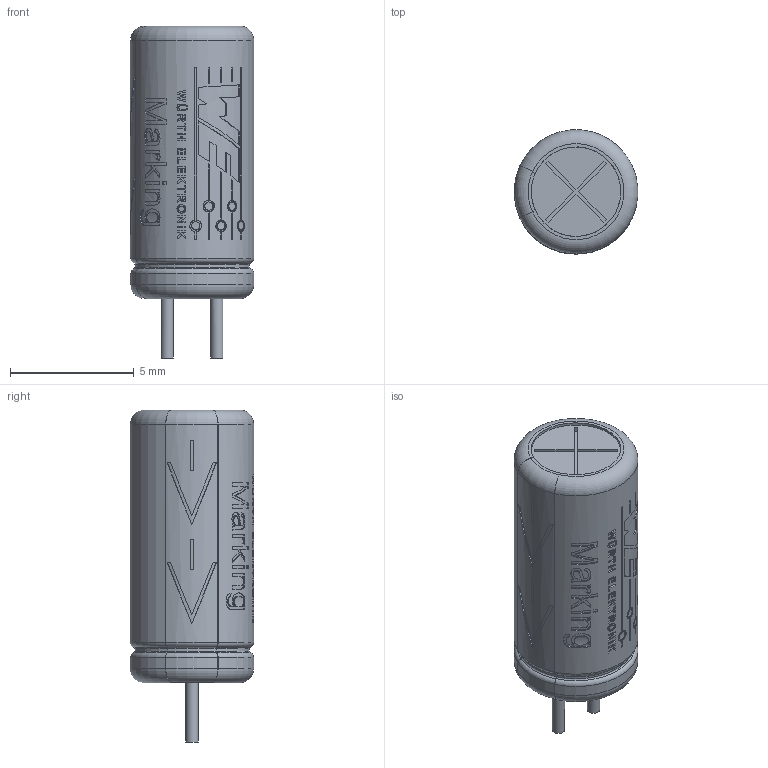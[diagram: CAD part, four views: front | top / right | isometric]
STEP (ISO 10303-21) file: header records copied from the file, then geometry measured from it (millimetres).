
FILE_DESCRIPTION(/* description */ ('Unknown'),/* implementation_level */ '2;1');
FILE_NAME(/* name */ '860020372006.step',/* time_stamp */ '2025-08-12T23:56:34+02:00',/* author */ (''),/* organization */ (''),/* preprocessor_version */ 'ST-DEVELOPER v20.1',/* originating_system */ 'Autodesk Translation Framework v14.10.0.0',/* authorisation */ '');
FILE_SCHEMA (('AUTOMOTIVE_DESIGN { 1 0 10303 214 3 1 1 }'));
Length unit declared in the file: millimetre
Products named in the file (3): 860020372006; 1; 2
Assembly tree (2 placements, depth 2):
  860020372006
    1
    2
Bounding box: 4.98 x 4.99 x 13.39 mm (x, y, z)
Volume: 208.1 mm3; surface area: 606.9 mm2
Topology: 2 solids, 3 shells, 527 faces, 1339 edges, 887 vertices
Faces by surface type: plane 278, bspline 136, cylinder 89, torus 24
Full cylindrical faces by diameter (mm): 0.5 x2, 0.556 x1, 0.694 x1, 1.111 x1, 1.25 x1, 2.778 x1, 2.917 x1, 3.333 x1, 3.472 x1, 3.611 x2, 3.869 x2, 4.416 x1, 4.436 x1, 4.78 x2, 4.8 x2
Entity records: 24967 total; most frequent: CARTESIAN_POINT 12196, ORIENTED_EDGE 2678, DIRECTION 2219, EDGE_CURVE 1339, VERTEX_POINT 887, AXIS2_PLACEMENT_3D 749, LINE 721, VECTOR 721
